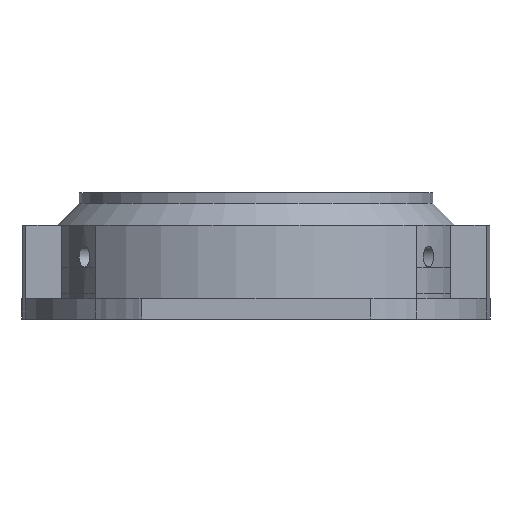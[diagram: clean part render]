
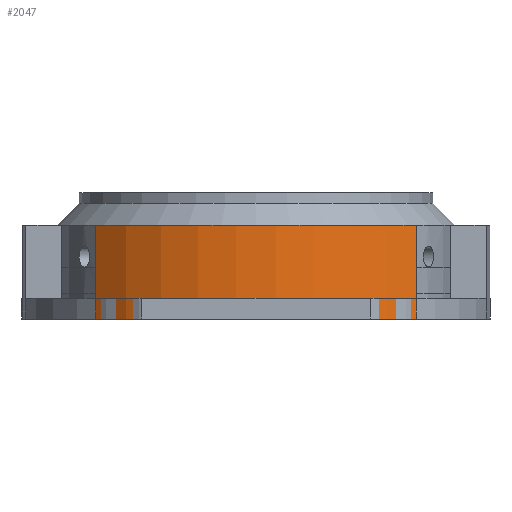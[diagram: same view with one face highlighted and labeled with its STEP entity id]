
A CAD part, front view. The second image highlights one B-rep face of the part: STEP entity #2047.
In plain terms, the highlighted cylindrical face has radius 22.5 mm (diameter 45 mm), a partial arc.
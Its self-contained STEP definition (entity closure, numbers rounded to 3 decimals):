
#1947 = EDGE_CURVE('',#1948,#1950,#1952,.T.);
#1948 = VERTEX_POINT('',#1949);
#1949 = CARTESIAN_POINT('',(-15.413,-16.391,0.));
#1950 = VERTEX_POINT('',#1951);
#1951 = CARTESIAN_POINT('',(-15.413,-16.391,9.));
#1952 = LINE('',#1953,#1954);
#1953 = CARTESIAN_POINT('',(-15.413,-16.391,0.));
#1954 = VECTOR('',#1955,1.);
#1955 = DIRECTION('',(0.,0.,1.));
#2022 = VERTEX_POINT('',#2023);
#2023 = CARTESIAN_POINT('',(15.413,-16.391,9.));
#2029 = EDGE_CURVE('',#2030,#2022,#2032,.T.);
#2030 = VERTEX_POINT('',#2031);
#2031 = CARTESIAN_POINT('',(15.413,-16.391,0.));
#2032 = LINE('',#2033,#2034);
#2033 = CARTESIAN_POINT('',(15.413,-16.391,0.));
#2034 = VECTOR('',#2035,1.);
#2035 = DIRECTION('',(0.,0.,1.));
#2047 = ADVANCED_FACE('',(#2048),#2066,.T.);
#2048 = FACE_BOUND('',#2049,.F.);
#2049 = EDGE_LOOP('',(#2050,#2051,#2058,#2059));
#2050 = ORIENTED_EDGE('',*,*,#1947,.T.);
#2051 = ORIENTED_EDGE('',*,*,#2052,.T.);
#2052 = EDGE_CURVE('',#1950,#2022,#2053,.T.);
#2053 = CIRCLE('',#2054,22.5);
#2054 = AXIS2_PLACEMENT_3D('',#2055,#2056,#2057);
#2055 = CARTESIAN_POINT('',(0.,0.,9.));
#2056 = DIRECTION('',(0.,0.,1.));
#2057 = DIRECTION('',(1.,0.,0.));
#2058 = ORIENTED_EDGE('',*,*,#2029,.F.);
#2059 = ORIENTED_EDGE('',*,*,#2060,.F.);
#2060 = EDGE_CURVE('',#1948,#2030,#2061,.T.);
#2061 = CIRCLE('',#2062,22.5);
#2062 = AXIS2_PLACEMENT_3D('',#2063,#2064,#2065);
#2063 = CARTESIAN_POINT('',(0.,0.,0.));
#2064 = DIRECTION('',(0.,0.,1.));
#2065 = DIRECTION('',(1.,0.,0.));
#2066 = CYLINDRICAL_SURFACE('',#2067,22.5);
#2067 = AXIS2_PLACEMENT_3D('',#2068,#2069,#2070);
#2068 = CARTESIAN_POINT('',(0.,0.,0.));
#2069 = DIRECTION('',(-0.,-0.,-1.));
#2070 = DIRECTION('',(1.,0.,0.));
